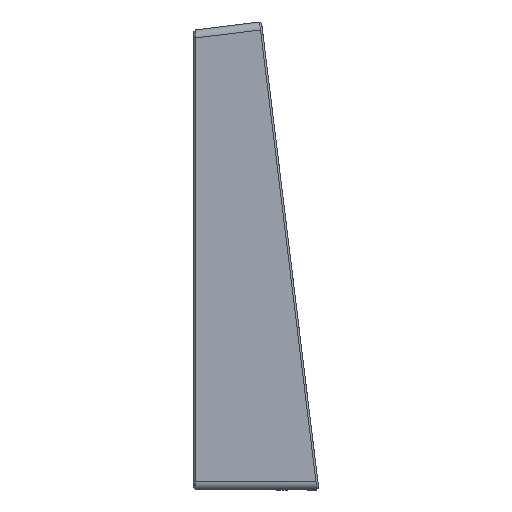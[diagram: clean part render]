
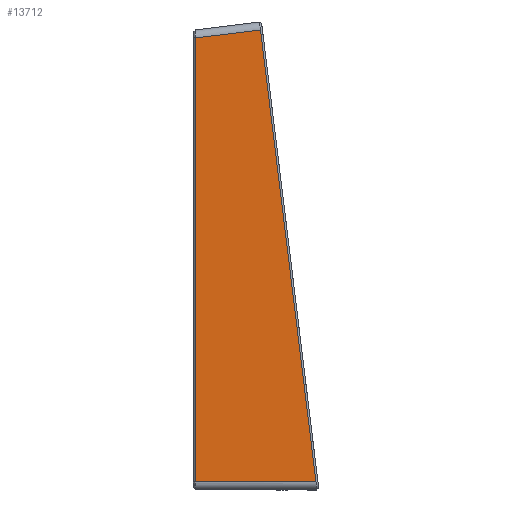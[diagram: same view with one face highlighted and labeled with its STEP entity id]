
A CAD part, left-side view. The second image highlights one B-rep face of the part: STEP entity #13712.
In plain terms, the highlighted planar face has unit normal (-1, 0, 0).
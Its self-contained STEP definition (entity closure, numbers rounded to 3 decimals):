
#1215 = VERTEX_POINT ( 'NONE', #19708 ) ;
#2391 = EDGE_CURVE ( 'NONE', #4512, #24291, #5962, .T. ) ;
#4340 = EDGE_CURVE ( 'NONE', #27196, #1215, #32375, .T. ) ;
#4512 = VERTEX_POINT ( 'NONE', #21798 ) ;
#4551 = DIRECTION ( 'NONE',  ( 0., 0., -1. ) ) ;
#5006 = CARTESIAN_POINT ( 'NONE',  ( -9.268, -16.185, -44.841 ) ) ;
#5962 = LINE ( 'NONE', #31396, #10509 ) ;
#6331 = LINE ( 'NONE', #25690, #18764 ) ;
#6910 = DIRECTION ( 'NONE',  ( 0., 0., -1. ) ) ;
#7999 = FACE_OUTER_BOUND ( 'NONE', #20479, .T. ) ;
#9841 = DIRECTION ( 'NONE',  ( 0., 0.993, -0.122 ) ) ;
#10509 = VECTOR ( 'NONE', #4551, 1000. ) ;
#11733 = CARTESIAN_POINT ( 'NONE',  ( -9.268, 7.25, -103.068 ) ) ;
#12170 = PLANE ( 'NONE',  #17144 ) ;
#12399 = ORIENTED_EDGE ( 'NONE', *, *, #18644, .T. ) ;
#13712 = ADVANCED_FACE ( 'NONE', ( #7999 ), #12170, .F. ) ;
#15147 = DIRECTION ( 'NONE',  ( 1., 0., 0. ) ) ;
#16147 = CARTESIAN_POINT ( 'NONE',  ( -9.268, -23.334, -103.068 ) ) ;
#16985 = ORIENTED_EDGE ( 'NONE', *, *, #2391, .T. ) ;
#17144 = AXIS2_PLACEMENT_3D ( 'NONE', #30752, #15147, #6910 ) ;
#17789 = CARTESIAN_POINT ( 'NONE',  ( -9.268, 6.75, -103.068 ) ) ;
#18422 = ORIENTED_EDGE ( 'NONE', *, *, #4340, .T. ) ;
#18644 = EDGE_CURVE ( 'NONE', #24291, #27196, #23833, .T. ) ;
#18764 = VECTOR ( 'NONE', #9841, 1000. ) ;
#19708 = CARTESIAN_POINT ( 'NONE',  ( -9.268, -9.491, 9.672 ) ) ;
#20479 = EDGE_LOOP ( 'NONE', ( #12399, #18422, #20745, #16985 ) ) ;
#20745 = ORIENTED_EDGE ( 'NONE', *, *, #29508, .T. ) ;
#21798 = CARTESIAN_POINT ( 'NONE',  ( -9.268, 6.75, 7.678 ) ) ;
#22566 = DIRECTION ( 'NONE',  ( 0., -1., 0. ) ) ;
#23527 = DIRECTION ( 'NONE',  ( 0., 0.122, 0.993 ) ) ;
#23833 = LINE ( 'NONE', #11733, #32543 ) ;
#24291 = VERTEX_POINT ( 'NONE', #17789 ) ;
#25690 = CARTESIAN_POINT ( 'NONE',  ( -9.268, 7.006, 7.647 ) ) ;
#27196 = VERTEX_POINT ( 'NONE', #16147 ) ;
#29508 = EDGE_CURVE ( 'NONE', #1215, #4512, #6331, .T. ) ;
#30752 = CARTESIAN_POINT ( 'NONE',  ( -9.268, 7.25, -47.718 ) ) ;
#31396 = CARTESIAN_POINT ( 'NONE',  ( -9.268, 6.75, -47.718 ) ) ;
#32375 = LINE ( 'NONE', #5006, #33577 ) ;
#32543 = VECTOR ( 'NONE', #22566, 1000. ) ;
#33577 = VECTOR ( 'NONE', #23527, 1000. ) ;
